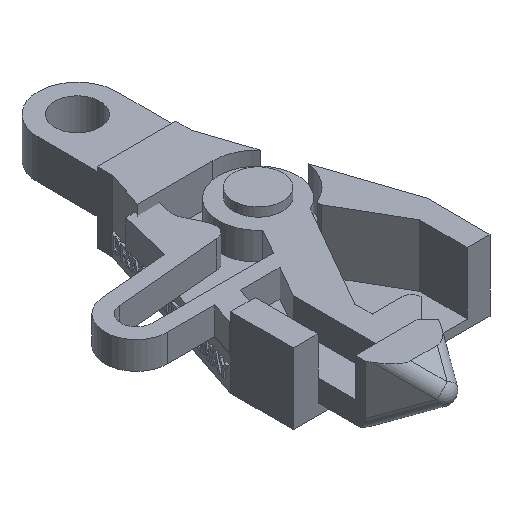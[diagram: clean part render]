
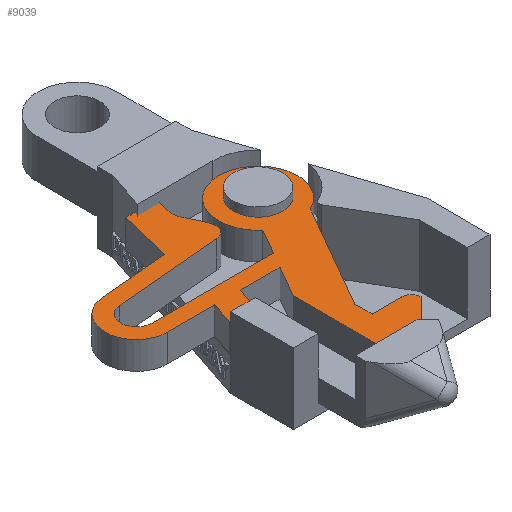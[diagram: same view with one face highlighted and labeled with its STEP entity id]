
A CAD part, isometric view. The second image highlights one B-rep face of the part: STEP entity #9039.
In plain terms, the highlighted planar face has unit normal (0, 0, 1).
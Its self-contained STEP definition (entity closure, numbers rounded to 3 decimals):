
#44=FACE_BOUND('',#1110,.T.);
#306=PLANE('',#9607);
#600=FACE_OUTER_BOUND('',#1109,.T.);
#1109=EDGE_LOOP('',(#6409,#6410,#6411,#6412,#6413,#6414,#6415,#6416,#6417,
#6418,#6419,#6420,#6421,#6422,#6423,#6424,#6425,#6426,#6427,#6428,#6429,
#6430,#6431,#6432,#6433,#6434,#6435));
#1110=EDGE_LOOP('',(#6436));
#1620=CIRCLE('',#9564,2.);
#1628=CIRCLE('',#9575,4.2);
#1629=CIRCLE('',#9586,6.4);
#1630=CIRCLE('',#9592,4.);
#1631=CIRCLE('',#9594,24.962);
#1632=CIRCLE('',#9596,2.4);
#1633=CIRCLE('',#9599,3.2);
#1634=CIRCLE('',#9604,8.);
#2092=LINE('',#12441,#3000);
#2113=LINE('',#12500,#3021);
#2115=LINE('',#12504,#3023);
#2117=LINE('',#12508,#3025);
#2119=LINE('',#12512,#3027);
#2121=LINE('',#12516,#3029);
#2123=LINE('',#12520,#3031);
#2125=LINE('',#12524,#3033);
#2127=LINE('',#12528,#3035);
#2129=LINE('',#12532,#3037);
#2132=LINE('',#12540,#3040);
#2134=LINE('',#12544,#3042);
#2136=LINE('',#12548,#3044);
#2138=LINE('',#12552,#3046);
#2143=LINE('',#12568,#3051);
#2146=LINE('',#12576,#3054);
#2148=LINE('',#12580,#3056);
#2150=LINE('',#12584,#3058);
#2153=LINE('',#12592,#3061);
#2155=LINE('',#12595,#3063);
#3000=VECTOR('',#9969,10.);
#3021=VECTOR('',#10012,40.);
#3023=VECTOR('',#10016,40.);
#3025=VECTOR('',#10020,40.);
#3027=VECTOR('',#10024,40.);
#3029=VECTOR('',#10028,40.);
#3031=VECTOR('',#10032,40.);
#3033=VECTOR('',#10036,10.);
#3035=VECTOR('',#10040,40.);
#3037=VECTOR('',#10044,40.);
#3040=VECTOR('',#10053,40.);
#3042=VECTOR('',#10057,40.);
#3044=VECTOR('',#10061,40.);
#3046=VECTOR('',#10065,40.);
#3051=VECTOR('',#10084,40.);
#3054=VECTOR('',#10093,40.);
#3056=VECTOR('',#10097,40.);
#3058=VECTOR('',#10101,40.);
#3061=VECTOR('',#10110,40.);
#3063=VECTOR('',#10114,40.);
#3922=VERTEX_POINT('',#12431);
#3923=VERTEX_POINT('',#12433);
#3925=VERTEX_POINT('',#12439);
#3951=VERTEX_POINT('',#12495);
#3952=VERTEX_POINT('',#12499);
#3953=VERTEX_POINT('',#12503);
#3954=VERTEX_POINT('',#12507);
#3955=VERTEX_POINT('',#12511);
#3956=VERTEX_POINT('',#12515);
#3957=VERTEX_POINT('',#12519);
#3958=VERTEX_POINT('',#12523);
#3959=VERTEX_POINT('',#12527);
#3960=VERTEX_POINT('',#12531);
#3961=VERTEX_POINT('',#12535);
#3962=VERTEX_POINT('',#12539);
#3963=VERTEX_POINT('',#12543);
#3964=VERTEX_POINT('',#12547);
#3965=VERTEX_POINT('',#12551);
#3966=VERTEX_POINT('',#12555);
#3967=VERTEX_POINT('',#12559);
#3968=VERTEX_POINT('',#12563);
#3969=VERTEX_POINT('',#12567);
#3970=VERTEX_POINT('',#12571);
#3971=VERTEX_POINT('',#12575);
#3972=VERTEX_POINT('',#12579);
#3973=VERTEX_POINT('',#12583);
#3974=VERTEX_POINT('',#12587);
#3975=VERTEX_POINT('',#12591);
#4853=EDGE_CURVE('',#3922,#3923,#1620,.T.);
#4857=EDGE_CURVE('',#3922,#3925,#2092,.F.);
#4884=EDGE_CURVE('',#3951,#3951,#1628,.F.);
#4886=EDGE_CURVE('',#3952,#3923,#2113,.T.);
#4888=EDGE_CURVE('',#3953,#3952,#2115,.T.);
#4890=EDGE_CURVE('',#3954,#3953,#2117,.T.);
#4892=EDGE_CURVE('',#3955,#3954,#2119,.T.);
#4894=EDGE_CURVE('',#3956,#3955,#2121,.T.);
#4896=EDGE_CURVE('',#3957,#3956,#2123,.T.);
#4898=EDGE_CURVE('',#3958,#3957,#2125,.F.);
#4900=EDGE_CURVE('',#3959,#3958,#2127,.T.);
#4902=EDGE_CURVE('',#3960,#3959,#2129,.T.);
#4904=EDGE_CURVE('',#3961,#3960,#1629,.T.);
#4906=EDGE_CURVE('',#3962,#3961,#2132,.T.);
#4908=EDGE_CURVE('',#3963,#3962,#2134,.T.);
#4910=EDGE_CURVE('',#3964,#3963,#2136,.T.);
#4912=EDGE_CURVE('',#3965,#3964,#2138,.T.);
#4914=EDGE_CURVE('',#3966,#3965,#1630,.T.);
#4916=EDGE_CURVE('',#3967,#3966,#1631,.T.);
#4918=EDGE_CURVE('',#3968,#3967,#1632,.T.);
#4920=EDGE_CURVE('',#3969,#3968,#2143,.T.);
#4922=EDGE_CURVE('',#3970,#3969,#1633,.T.);
#4924=EDGE_CURVE('',#3971,#3970,#2146,.T.);
#4926=EDGE_CURVE('',#3972,#3971,#2148,.T.);
#4928=EDGE_CURVE('',#3973,#3972,#2150,.T.);
#4930=EDGE_CURVE('',#3974,#3973,#1634,.T.);
#4932=EDGE_CURVE('',#3975,#3974,#2153,.T.);
#4934=EDGE_CURVE('',#3925,#3975,#2155,.T.);
#6409=ORIENTED_EDGE('',*,*,#4853,.F.);
#6410=ORIENTED_EDGE('',*,*,#4857,.T.);
#6411=ORIENTED_EDGE('',*,*,#4934,.T.);
#6412=ORIENTED_EDGE('',*,*,#4932,.T.);
#6413=ORIENTED_EDGE('',*,*,#4930,.T.);
#6414=ORIENTED_EDGE('',*,*,#4928,.T.);
#6415=ORIENTED_EDGE('',*,*,#4926,.T.);
#6416=ORIENTED_EDGE('',*,*,#4924,.T.);
#6417=ORIENTED_EDGE('',*,*,#4922,.T.);
#6418=ORIENTED_EDGE('',*,*,#4920,.T.);
#6419=ORIENTED_EDGE('',*,*,#4918,.T.);
#6420=ORIENTED_EDGE('',*,*,#4916,.T.);
#6421=ORIENTED_EDGE('',*,*,#4914,.T.);
#6422=ORIENTED_EDGE('',*,*,#4912,.T.);
#6423=ORIENTED_EDGE('',*,*,#4910,.T.);
#6424=ORIENTED_EDGE('',*,*,#4908,.T.);
#6425=ORIENTED_EDGE('',*,*,#4906,.T.);
#6426=ORIENTED_EDGE('',*,*,#4904,.T.);
#6427=ORIENTED_EDGE('',*,*,#4902,.T.);
#6428=ORIENTED_EDGE('',*,*,#4900,.T.);
#6429=ORIENTED_EDGE('',*,*,#4898,.T.);
#6430=ORIENTED_EDGE('',*,*,#4896,.T.);
#6431=ORIENTED_EDGE('',*,*,#4894,.T.);
#6432=ORIENTED_EDGE('',*,*,#4892,.T.);
#6433=ORIENTED_EDGE('',*,*,#4890,.T.);
#6434=ORIENTED_EDGE('',*,*,#4888,.T.);
#6435=ORIENTED_EDGE('',*,*,#4886,.T.);
#6436=ORIENTED_EDGE('',*,*,#4884,.T.);
#9039=ADVANCED_FACE('',(#600,#44),#306,.T.);
#9564=AXIS2_PLACEMENT_3D('',#12434,#9962,#9963);
#9575=AXIS2_PLACEMENT_3D('',#12496,#10007,#10008);
#9586=AXIS2_PLACEMENT_3D('',#12536,#10048,#10049);
#9592=AXIS2_PLACEMENT_3D('',#12556,#10069,#10070);
#9594=AXIS2_PLACEMENT_3D('',#12560,#10074,#10075);
#9596=AXIS2_PLACEMENT_3D('',#12564,#10079,#10080);
#9599=AXIS2_PLACEMENT_3D('',#12572,#10088,#10089);
#9604=AXIS2_PLACEMENT_3D('',#12588,#10105,#10106);
#9607=AXIS2_PLACEMENT_3D('',#12596,#10115,#10116);
#9962=DIRECTION('center_axis',(0.,0.,-1.));
#9963=DIRECTION('ref_axis',(0.707,0.707,0.));
#9969=DIRECTION('',(1.,0.,0.));
#10007=DIRECTION('center_axis',(0.,0.,1.));
#10008=DIRECTION('ref_axis',(1.,0.,0.));
#10012=DIRECTION('',(0.707,0.707,0.));
#10016=DIRECTION('',(1.,0.,0.));
#10020=DIRECTION('',(0.,-1.,0.));
#10024=DIRECTION('',(-0.5,-0.866,0.));
#10028=DIRECTION('',(1.,0.,0.));
#10032=DIRECTION('',(0.316,0.949,0.));
#10036=DIRECTION('',(-1.,0.,0.));
#10040=DIRECTION('',(-0.316,-0.949,0.));
#10044=DIRECTION('',(1.,0.,0.));
#10048=DIRECTION('center_axis',(0.,0.,1.));
#10049=DIRECTION('ref_axis',(-0.087,0.996,0.));
#10053=DIRECTION('',(-0.996,-0.087,0.));
#10057=DIRECTION('',(-0.232,-0.973,0.));
#10061=DIRECTION('',(-0.996,-0.087,0.));
#10065=DIRECTION('',(0.232,0.973,0.));
#10069=DIRECTION('center_axis',(0.,0.,-1.));
#10070=DIRECTION('ref_axis',(-0.973,0.232,0.));
#10074=DIRECTION('center_axis',(0.,0.,1.));
#10075=DIRECTION('ref_axis',(0.943,0.332,0.));
#10079=DIRECTION('center_axis',(0.,0.,1.));
#10080=DIRECTION('ref_axis',(0.087,-0.996,0.));
#10084=DIRECTION('',(0.996,0.087,0.));
#10088=DIRECTION('center_axis',(0.,0.,-1.));
#10089=DIRECTION('ref_axis',(-0.087,0.996,0.));
#10093=DIRECTION('',(-1.,0.,0.));
#10097=DIRECTION('',(-0.5,-0.866,0.));
#10101=DIRECTION('',(0.,-1.,0.));
#10105=DIRECTION('center_axis',(0.,0.,1.));
#10106=DIRECTION('ref_axis',(1.,0.,0.));
#10110=DIRECTION('',(0.5,0.866,0.));
#10114=DIRECTION('',(0.,1.,0.));
#10115=DIRECTION('center_axis',(0.,0.,1.));
#10116=DIRECTION('ref_axis',(1.,0.,0.));
#12431=CARTESIAN_POINT('',(2.,0.,2.8));
#12433=CARTESIAN_POINT('',(4.,-2.,2.8));
#12434=CARTESIAN_POINT('Origin',(2.,-2.,2.8));
#12439=CARTESIAN_POINT('',(-4.,0.,2.8));
#12441=CARTESIAN_POINT('',(-3.4,0.,2.8));
#12495=CARTESIAN_POINT('',(0.6,32.,2.8));
#12496=CARTESIAN_POINT('Origin',(4.8,32.,2.8));
#12499=CARTESIAN_POINT('',(-0.4,-6.4,2.8));
#12500=CARTESIAN_POINT('',(4.,-2.,2.8));
#12503=CARTESIAN_POINT('',(-8.8,-6.4,2.8));
#12504=CARTESIAN_POINT('',(-0.4,-6.4,2.8));
#12507=CARTESIAN_POINT('',(-8.8,11.265,2.8));
#12508=CARTESIAN_POINT('',(-8.8,-6.4,2.8));
#12511=CARTESIAN_POINT('',(-5.143,17.6,2.8));
#12512=CARTESIAN_POINT('',(-8.8,11.265,2.8));
#12515=CARTESIAN_POINT('',(-13.2,17.6,2.8));
#12516=CARTESIAN_POINT('',(-5.143,17.6,2.8));
#12519=CARTESIAN_POINT('',(-14.733,13.,2.8));
#12520=CARTESIAN_POINT('',(-13.2,17.6,2.8));
#12523=CARTESIAN_POINT('',(-19.933,13.,2.8));
#12524=CARTESIAN_POINT('',(-15.333,13.,2.8));
#12527=CARTESIAN_POINT('',(-18.4,17.6,2.8));
#12528=CARTESIAN_POINT('',(-20.,12.8,2.8));
#12531=CARTESIAN_POINT('',(-28.,17.6,2.8));
#12532=CARTESIAN_POINT('',(-5.143,17.6,2.8));
#12535=CARTESIAN_POINT('',(-28.558,30.376,2.8));
#12536=CARTESIAN_POINT('Origin',(-28.,24.,2.8));
#12539=CARTESIAN_POINT('',(-14.601,31.597,2.8));
#12540=CARTESIAN_POINT('',(-28.558,30.376,2.8));
#12543=CARTESIAN_POINT('',(-12.116,42.,2.8));
#12544=CARTESIAN_POINT('',(-12.116,42.,2.8));
#12547=CARTESIAN_POINT('',(-5.716,42.56,2.8));
#12548=CARTESIAN_POINT('',(-5.716,42.56,2.8));
#12551=CARTESIAN_POINT('',(-6.57,38.987,2.8));
#12552=CARTESIAN_POINT('',(-5.716,42.56,2.8));
#12555=CARTESIAN_POINT('',(-6.176,36.116,2.8));
#12556=CARTESIAN_POINT('Origin',(-2.679,38.058,2.8));
#12559=CARTESIAN_POINT('',(-4.452,32.28,2.8));
#12560=CARTESIAN_POINT('Origin',(-28.,24.,2.8));
#12563=CARTESIAN_POINT('',(-6.507,29.093,2.8));
#12564=CARTESIAN_POINT('Origin',(-6.716,31.484,2.8));
#12567=CARTESIAN_POINT('',(-28.279,27.188,2.8));
#12568=CARTESIAN_POINT('',(-28.279,27.188,2.8));
#12571=CARTESIAN_POINT('',(-28.,20.8,2.8));
#12572=CARTESIAN_POINT('Origin',(-28.,24.,2.8));
#12575=CARTESIAN_POINT('',(-3.295,20.8,2.8));
#12576=CARTESIAN_POINT('',(-3.295,20.8,2.8));
#12579=CARTESIAN_POINT('',(-0.4,25.814,2.8));
#12580=CARTESIAN_POINT('',(-8.8,11.265,2.8));
#12583=CARTESIAN_POINT('',(-0.4,25.921,2.8));
#12584=CARTESIAN_POINT('',(-0.4,41.2,2.8));
#12587=CARTESIAN_POINT('',(8.238,24.777,2.8));
#12588=CARTESIAN_POINT('Origin',(4.8,32.,2.8));
#12591=CARTESIAN_POINT('',(-4.,3.579,2.8));
#12592=CARTESIAN_POINT('',(-4.,3.579,2.8));
#12595=CARTESIAN_POINT('',(-4.,-0.2,2.8));
#12596=CARTESIAN_POINT('Origin',(-10.8,18.08,2.8));
